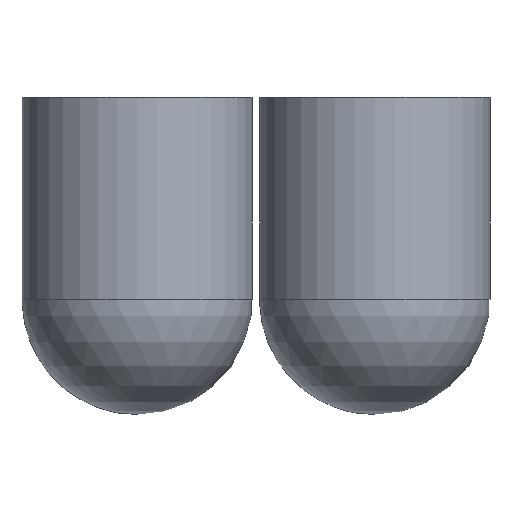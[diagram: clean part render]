
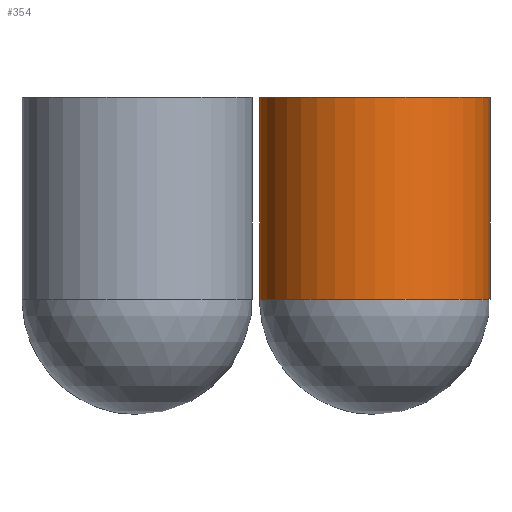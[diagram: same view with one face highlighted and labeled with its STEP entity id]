
A CAD part, front view. The second image highlights one B-rep face of the part: STEP entity #354.
In plain terms, the highlighted cylindrical face has radius 4.85 mm (diameter 9.7 mm), a full revolution.
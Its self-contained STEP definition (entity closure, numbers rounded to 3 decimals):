
#54=FACE_OUTER_BOUND('',#82,.T.);
#82=EDGE_LOOP('',(#257,#258,#259,#260));
#118=LINE('',#599,#134);
#134=VECTOR('',#471,4.85);
#151=CIRCLE('',#406,4.85);
#152=CIRCLE('',#407,4.85);
#179=VERTEX_POINT('',#596);
#180=VERTEX_POINT('',#598);
#212=EDGE_CURVE('',#179,#179,#151,.T.);
#213=EDGE_CURVE('',#179,#180,#118,.T.);
#214=EDGE_CURVE('',#180,#180,#152,.T.);
#257=ORIENTED_EDGE('',*,*,#212,.F.);
#258=ORIENTED_EDGE('',*,*,#213,.T.);
#259=ORIENTED_EDGE('',*,*,#214,.T.);
#260=ORIENTED_EDGE('',*,*,#213,.F.);
#342=CYLINDRICAL_SURFACE('',#405,4.85);
#354=ADVANCED_FACE('',(#54),#342,.T.);
#405=AXIS2_PLACEMENT_3D('',#595,#467,#468);
#406=AXIS2_PLACEMENT_3D('',#597,#469,#470);
#407=AXIS2_PLACEMENT_3D('',#600,#472,#473);
#467=DIRECTION('center_axis',(0.,0.,1.));
#468=DIRECTION('ref_axis',(1.,0.,0.));
#469=DIRECTION('center_axis',(0.,0.,1.));
#470=DIRECTION('ref_axis',(1.,0.,0.));
#471=DIRECTION('',(0.,0.,-1.));
#472=DIRECTION('center_axis',(0.,0.,1.));
#473=DIRECTION('ref_axis',(1.,0.,0.));
#595=CARTESIAN_POINT('Origin',(0.,0.,0.));
#596=CARTESIAN_POINT('',(-4.85,0.,8.5));
#597=CARTESIAN_POINT('Origin',(0.,0.,8.5));
#598=CARTESIAN_POINT('',(-4.85,0.,0.));
#599=CARTESIAN_POINT('',(-4.85,0.,0.));
#600=CARTESIAN_POINT('Origin',(0.,0.,0.));
